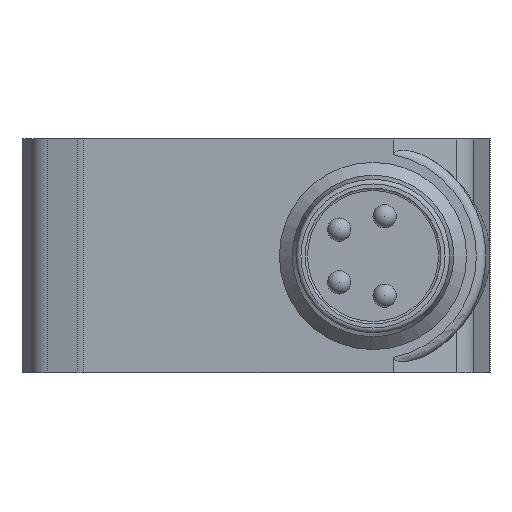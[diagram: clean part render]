
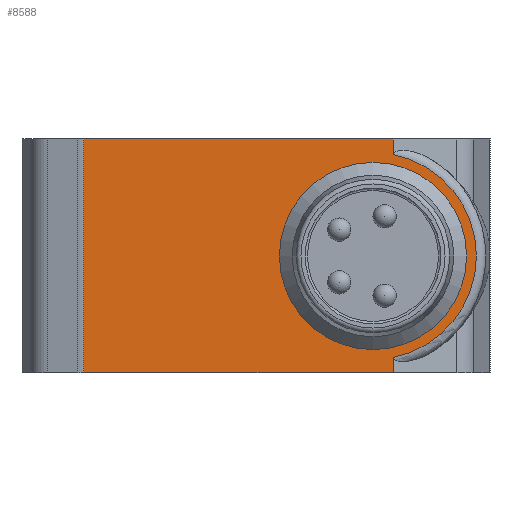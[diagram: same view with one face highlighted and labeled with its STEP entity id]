
A CAD part, front view. The second image highlights one B-rep face of the part: STEP entity #8588.
In plain terms, the highlighted planar face has unit normal (0, -1, 0).
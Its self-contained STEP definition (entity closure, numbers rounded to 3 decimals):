
#146 = PLANE('',#147);
#147 = AXIS2_PLACEMENT_3D('',#148,#149,#150);
#148 = CARTESIAN_POINT('',(13.62,-2.25,5.));
#149 = DIRECTION('',(-0.246,0.969,0.));
#150 = DIRECTION('',(-0.969,-0.246,0.));
#175 = TOROIDAL_SURFACE('',#176,4.42,0.4);
#176 = AXIS2_PLACEMENT_3D('',#177,#178,#179);
#177 = CARTESIAN_POINT('',(12.75,-1.85,0.));
#178 = DIRECTION('',(0.,-1.,-0.));
#179 = DIRECTION('',(0.,0.,-1.));
#226 = PLANE('',#227);
#227 = AXIS2_PLACEMENT_3D('',#228,#229,#230);
#228 = CARTESIAN_POINT('',(13.62,-2.25,5.));
#229 = DIRECTION('',(-0.246,0.969,0.));
#230 = DIRECTION('',(-0.969,-0.246,0.));
#586 = PLANE('',#587);
#587 = AXIS2_PLACEMENT_3D('',#588,#589,#590);
#588 = CARTESIAN_POINT('',(-1.25,0.38,5.));
#589 = DIRECTION('',(0.,0.,1.));
#590 = DIRECTION('',(1.,0.,-0.));
#624 = VERTEX_POINT('',#625);
#625 = CARTESIAN_POINT('',(13.62,-2.25,-4.334));
#686 = EDGE_CURVE('',#624,#687,#689,.T.);
#687 = VERTEX_POINT('',#688);
#688 = CARTESIAN_POINT('',(13.62,-2.25,-5.));
#689 = SURFACE_CURVE('',#690,(#694,#701),.PCURVE_S1.);
#690 = LINE('',#691,#692);
#691 = CARTESIAN_POINT('',(13.62,-2.25,5.));
#692 = VECTOR('',#693,1.);
#693 = DIRECTION('',(-0.,-0.,-1.));
#694 = PCURVE('',#226,#695);
#695 = DEFINITIONAL_REPRESENTATION('',(#696),#700);
#696 = LINE('',#697,#698);
#697 = CARTESIAN_POINT('',(0.,0.));
#698 = VECTOR('',#699,1.);
#699 = DIRECTION('',(0.,-1.));
#700 = ( GEOMETRIC_REPRESENTATION_CONTEXT(2) 
PARAMETRIC_REPRESENTATION_CONTEXT() REPRESENTATION_CONTEXT('2D SPACE',''
  ) );
#701 = PCURVE('',#702,#707);
#702 = PLANE('',#703);
#703 = AXIS2_PLACEMENT_3D('',#704,#705,#706);
#704 = CARTESIAN_POINT('',(0.38,-2.25,5.));
#705 = DIRECTION('',(0.,1.,0.));
#706 = DIRECTION('',(0.,-0.,1.));
#707 = DEFINITIONAL_REPRESENTATION('',(#708),#712);
#708 = LINE('',#709,#710);
#709 = CARTESIAN_POINT('',(0.,13.24));
#710 = VECTOR('',#711,1.);
#711 = DIRECTION('',(-1.,0.));
#712 = ( GEOMETRIC_REPRESENTATION_CONTEXT(2) 
PARAMETRIC_REPRESENTATION_CONTEXT() REPRESENTATION_CONTEXT('2D SPACE',''
  ) );
#730 = PLANE('',#731);
#731 = AXIS2_PLACEMENT_3D('',#732,#733,#734);
#732 = CARTESIAN_POINT('',(-1.25,0.38,-5.));
#733 = DIRECTION('',(0.,0.,1.));
#734 = DIRECTION('',(1.,0.,-0.));
#8523 = CYLINDRICAL_SURFACE('',#8524,4.);
#8524 = AXIS2_PLACEMENT_3D('',#8525,#8526,#8527);
#8525 = CARTESIAN_POINT('',(12.75,-4.25,0.));
#8526 = DIRECTION('',(-0.,1.,0.));
#8527 = DIRECTION('',(0.,0.,-1.));
#8541 = VERTEX_POINT('',#8542);
#8542 = CARTESIAN_POINT('',(12.75,-2.25,-4.));
#8562 = EDGE_CURVE('',#8541,#8541,#8563,.T.);
#8563 = SURFACE_CURVE('',#8564,(#8569,#8576),.PCURVE_S1.);
#8564 = CIRCLE('',#8565,4.);
#8565 = AXIS2_PLACEMENT_3D('',#8566,#8567,#8568);
#8566 = CARTESIAN_POINT('',(12.75,-2.25,0.));
#8567 = DIRECTION('',(0.,-1.,0.));
#8568 = DIRECTION('',(0.,0.,-1.));
#8569 = PCURVE('',#8523,#8570);
#8570 = DEFINITIONAL_REPRESENTATION('',(#8571),#8575);
#8571 = LINE('',#8572,#8573);
#8572 = CARTESIAN_POINT('',(6.283,2.));
#8573 = VECTOR('',#8574,1.);
#8574 = DIRECTION('',(-1.,0.));
#8575 = ( GEOMETRIC_REPRESENTATION_CONTEXT(2) 
PARAMETRIC_REPRESENTATION_CONTEXT() REPRESENTATION_CONTEXT('2D SPACE',''
  ) );
#8576 = PCURVE('',#702,#8577);
#8577 = DEFINITIONAL_REPRESENTATION('',(#8578),#8586);
#8578 = ( BOUNDED_CURVE() B_SPLINE_CURVE(2,(#8579,#8580,#8581,#8582,
#8583,#8584,#8585),.UNSPECIFIED.,.T.,.F.) B_SPLINE_CURVE_WITH_KNOTS((1,2
    ,2,2,2,1),(-2.094,0.,2.094,4.189,
6.283,8.378),.UNSPECIFIED.) CURVE() 
GEOMETRIC_REPRESENTATION_ITEM() RATIONAL_B_SPLINE_CURVE((1.,0.5,1.,0.5,
1.,0.5,1.)) REPRESENTATION_ITEM('') );
#8579 = CARTESIAN_POINT('',(-9.,12.37));
#8580 = CARTESIAN_POINT('',(-9.,19.298));
#8581 = CARTESIAN_POINT('',(-3.,15.834));
#8582 = CARTESIAN_POINT('',(3.,12.37));
#8583 = CARTESIAN_POINT('',(-3.,8.906));
#8584 = CARTESIAN_POINT('',(-9.,5.442));
#8585 = CARTESIAN_POINT('',(-9.,12.37));
#8586 = ( GEOMETRIC_REPRESENTATION_CONTEXT(2) 
PARAMETRIC_REPRESENTATION_CONTEXT() REPRESENTATION_CONTEXT('2D SPACE',''
  ) );
#8588 = ADVANCED_FACE('',(#8589,#8592),#702,.F.);
#8589 = FACE_BOUND('',#8590,.T.);
#8590 = EDGE_LOOP('',(#8591));
#8591 = ORIENTED_EDGE('',*,*,#8562,.F.);
#8592 = FACE_BOUND('',#8593,.T.);
#8593 = EDGE_LOOP('',(#8594,#8595,#8623,#8646,#8669,#8697));
#8594 = ORIENTED_EDGE('',*,*,#686,.F.);
#8595 = ORIENTED_EDGE('',*,*,#8596,.T.);
#8596 = EDGE_CURVE('',#624,#8597,#8599,.T.);
#8597 = VERTEX_POINT('',#8598);
#8598 = CARTESIAN_POINT('',(13.62,-2.25,4.334));
#8599 = SURFACE_CURVE('',#8600,(#8605,#8616),.PCURVE_S1.);
#8600 = CIRCLE('',#8601,4.42);
#8601 = AXIS2_PLACEMENT_3D('',#8602,#8603,#8604);
#8602 = CARTESIAN_POINT('',(12.75,-2.25,0.));
#8603 = DIRECTION('',(0.,-1.,0.));
#8604 = DIRECTION('',(0.,0.,-1.));
#8605 = PCURVE('',#702,#8606);
#8606 = DEFINITIONAL_REPRESENTATION('',(#8607),#8615);
#8607 = ( BOUNDED_CURVE() B_SPLINE_CURVE(2,(#8608,#8609,#8610,#8611,
#8612,#8613,#8614),.UNSPECIFIED.,.T.,.F.) B_SPLINE_CURVE_WITH_KNOTS((1,2
    ,2,2,2,1),(-2.094,0.,2.094,4.189,
6.283,8.378),.UNSPECIFIED.) CURVE() 
GEOMETRIC_REPRESENTATION_ITEM() RATIONAL_B_SPLINE_CURVE((1.,0.5,1.,0.5,
1.,0.5,1.)) REPRESENTATION_ITEM('') );
#8608 = CARTESIAN_POINT('',(-9.42,12.37));
#8609 = CARTESIAN_POINT('',(-9.42,20.026));
#8610 = CARTESIAN_POINT('',(-2.79,16.198));
#8611 = CARTESIAN_POINT('',(3.84,12.37));
#8612 = CARTESIAN_POINT('',(-2.79,8.542));
#8613 = CARTESIAN_POINT('',(-9.42,4.714));
#8614 = CARTESIAN_POINT('',(-9.42,12.37));
#8615 = ( GEOMETRIC_REPRESENTATION_CONTEXT(2) 
PARAMETRIC_REPRESENTATION_CONTEXT() REPRESENTATION_CONTEXT('2D SPACE',''
  ) );
#8616 = PCURVE('',#175,#8617);
#8617 = DEFINITIONAL_REPRESENTATION('',(#8618),#8622);
#8618 = LINE('',#8619,#8620);
#8619 = CARTESIAN_POINT('',(0.,1.571));
#8620 = VECTOR('',#8621,1.);
#8621 = DIRECTION('',(1.,0.));
#8622 = ( GEOMETRIC_REPRESENTATION_CONTEXT(2) 
PARAMETRIC_REPRESENTATION_CONTEXT() REPRESENTATION_CONTEXT('2D SPACE',''
  ) );
#8623 = ORIENTED_EDGE('',*,*,#8624,.F.);
#8624 = EDGE_CURVE('',#8625,#8597,#8627,.T.);
#8625 = VERTEX_POINT('',#8626);
#8626 = CARTESIAN_POINT('',(13.62,-2.25,5.));
#8627 = SURFACE_CURVE('',#8628,(#8632,#8639),.PCURVE_S1.);
#8628 = LINE('',#8629,#8630);
#8629 = CARTESIAN_POINT('',(13.62,-2.25,5.));
#8630 = VECTOR('',#8631,1.);
#8631 = DIRECTION('',(-0.,-0.,-1.));
#8632 = PCURVE('',#702,#8633);
#8633 = DEFINITIONAL_REPRESENTATION('',(#8634),#8638);
#8634 = LINE('',#8635,#8636);
#8635 = CARTESIAN_POINT('',(0.,13.24));
#8636 = VECTOR('',#8637,1.);
#8637 = DIRECTION('',(-1.,0.));
#8638 = ( GEOMETRIC_REPRESENTATION_CONTEXT(2) 
PARAMETRIC_REPRESENTATION_CONTEXT() REPRESENTATION_CONTEXT('2D SPACE',''
  ) );
#8639 = PCURVE('',#146,#8640);
#8640 = DEFINITIONAL_REPRESENTATION('',(#8641),#8645);
#8641 = LINE('',#8642,#8643);
#8642 = CARTESIAN_POINT('',(0.,0.));
#8643 = VECTOR('',#8644,1.);
#8644 = DIRECTION('',(0.,-1.));
#8645 = ( GEOMETRIC_REPRESENTATION_CONTEXT(2) 
PARAMETRIC_REPRESENTATION_CONTEXT() REPRESENTATION_CONTEXT('2D SPACE',''
  ) );
#8646 = ORIENTED_EDGE('',*,*,#8647,.F.);
#8647 = EDGE_CURVE('',#8648,#8625,#8650,.T.);
#8648 = VERTEX_POINT('',#8649);
#8649 = CARTESIAN_POINT('',(0.38,-2.25,5.));
#8650 = SURFACE_CURVE('',#8651,(#8655,#8662),.PCURVE_S1.);
#8651 = LINE('',#8652,#8653);
#8652 = CARTESIAN_POINT('',(0.38,-2.25,5.));
#8653 = VECTOR('',#8654,1.);
#8654 = DIRECTION('',(1.,0.,0.));
#8655 = PCURVE('',#702,#8656);
#8656 = DEFINITIONAL_REPRESENTATION('',(#8657),#8661);
#8657 = LINE('',#8658,#8659);
#8658 = CARTESIAN_POINT('',(0.,0.));
#8659 = VECTOR('',#8660,1.);
#8660 = DIRECTION('',(0.,1.));
#8661 = ( GEOMETRIC_REPRESENTATION_CONTEXT(2) 
PARAMETRIC_REPRESENTATION_CONTEXT() REPRESENTATION_CONTEXT('2D SPACE',''
  ) );
#8662 = PCURVE('',#586,#8663);
#8663 = DEFINITIONAL_REPRESENTATION('',(#8664),#8668);
#8664 = LINE('',#8665,#8666);
#8665 = CARTESIAN_POINT('',(1.63,-2.63));
#8666 = VECTOR('',#8667,1.);
#8667 = DIRECTION('',(1.,0.));
#8668 = ( GEOMETRIC_REPRESENTATION_CONTEXT(2) 
PARAMETRIC_REPRESENTATION_CONTEXT() REPRESENTATION_CONTEXT('2D SPACE',''
  ) );
#8669 = ORIENTED_EDGE('',*,*,#8670,.T.);
#8670 = EDGE_CURVE('',#8648,#8671,#8673,.T.);
#8671 = VERTEX_POINT('',#8672);
#8672 = CARTESIAN_POINT('',(0.38,-2.25,-5.));
#8673 = SURFACE_CURVE('',#8674,(#8678,#8685),.PCURVE_S1.);
#8674 = LINE('',#8675,#8676);
#8675 = CARTESIAN_POINT('',(0.38,-2.25,5.));
#8676 = VECTOR('',#8677,1.);
#8677 = DIRECTION('',(-0.,-0.,-1.));
#8678 = PCURVE('',#702,#8679);
#8679 = DEFINITIONAL_REPRESENTATION('',(#8680),#8684);
#8680 = LINE('',#8681,#8682);
#8681 = CARTESIAN_POINT('',(0.,0.));
#8682 = VECTOR('',#8683,1.);
#8683 = DIRECTION('',(-1.,0.));
#8684 = ( GEOMETRIC_REPRESENTATION_CONTEXT(2) 
PARAMETRIC_REPRESENTATION_CONTEXT() REPRESENTATION_CONTEXT('2D SPACE',''
  ) );
#8685 = PCURVE('',#8686,#8691);
#8686 = CYLINDRICAL_SURFACE('',#8687,1.);
#8687 = AXIS2_PLACEMENT_3D('',#8688,#8689,#8690);
#8688 = CARTESIAN_POINT('',(0.38,-1.25,5.));
#8689 = DIRECTION('',(0.,-0.,1.));
#8690 = DIRECTION('',(-1.,0.,0.));
#8691 = DEFINITIONAL_REPRESENTATION('',(#8692),#8696);
#8692 = LINE('',#8693,#8694);
#8693 = CARTESIAN_POINT('',(1.571,0.));
#8694 = VECTOR('',#8695,1.);
#8695 = DIRECTION('',(0.,-1.));
#8696 = ( GEOMETRIC_REPRESENTATION_CONTEXT(2) 
PARAMETRIC_REPRESENTATION_CONTEXT() REPRESENTATION_CONTEXT('2D SPACE',''
  ) );
#8697 = ORIENTED_EDGE('',*,*,#8698,.T.);
#8698 = EDGE_CURVE('',#8671,#687,#8699,.T.);
#8699 = SURFACE_CURVE('',#8700,(#8704,#8711),.PCURVE_S1.);
#8700 = LINE('',#8701,#8702);
#8701 = CARTESIAN_POINT('',(0.38,-2.25,-5.));
#8702 = VECTOR('',#8703,1.);
#8703 = DIRECTION('',(1.,0.,0.));
#8704 = PCURVE('',#702,#8705);
#8705 = DEFINITIONAL_REPRESENTATION('',(#8706),#8710);
#8706 = LINE('',#8707,#8708);
#8707 = CARTESIAN_POINT('',(-10.,0.));
#8708 = VECTOR('',#8709,1.);
#8709 = DIRECTION('',(0.,1.));
#8710 = ( GEOMETRIC_REPRESENTATION_CONTEXT(2) 
PARAMETRIC_REPRESENTATION_CONTEXT() REPRESENTATION_CONTEXT('2D SPACE',''
  ) );
#8711 = PCURVE('',#730,#8712);
#8712 = DEFINITIONAL_REPRESENTATION('',(#8713),#8717);
#8713 = LINE('',#8714,#8715);
#8714 = CARTESIAN_POINT('',(1.63,-2.63));
#8715 = VECTOR('',#8716,1.);
#8716 = DIRECTION('',(1.,0.));
#8717 = ( GEOMETRIC_REPRESENTATION_CONTEXT(2) 
PARAMETRIC_REPRESENTATION_CONTEXT() REPRESENTATION_CONTEXT('2D SPACE',''
  ) );
